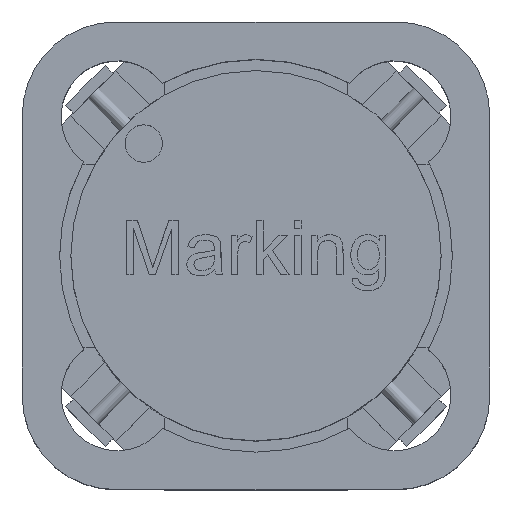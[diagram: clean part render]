
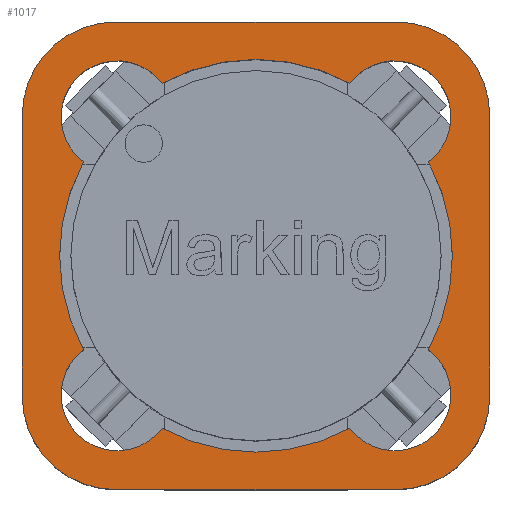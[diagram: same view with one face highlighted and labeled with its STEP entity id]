
A CAD part, top view. The second image highlights one B-rep face of the part: STEP entity #1017.
In plain terms, the highlighted planar face has unit normal (0, 0, 1).
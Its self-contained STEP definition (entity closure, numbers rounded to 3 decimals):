
#1017 = ADVANCED_FACE( '', ( #2054, #2055 ), #2056, .T. );
#2054 = FACE_BOUND( '', #7939, .T. );
#2055 = FACE_OUTER_BOUND( '', #7940, .T. );
#2056 = PLANE( '', #7941 );
#7939 = EDGE_LOOP( '', ( #12604, #12605, #12606, #12607, #12608, #12609, #12610, #12611 ) );
#7940 = EDGE_LOOP( '', ( #12612, #12613, #12614, #12615, #12616, #12617, #12618, #12619 ) );
#7941 = AXIS2_PLACEMENT_3D( '', #12620, #12621, #12622 );
#12604 = ORIENTED_EDGE( '', *, *, #14531, .F. );
#12605 = ORIENTED_EDGE( '', *, *, #14532, .F. );
#12606 = ORIENTED_EDGE( '', *, *, #14051, .F. );
#12607 = ORIENTED_EDGE( '', *, *, #14080, .F. );
#12608 = ORIENTED_EDGE( '', *, *, #13523, .F. );
#12609 = ORIENTED_EDGE( '', *, *, #14224, .F. );
#12610 = ORIENTED_EDGE( '', *, *, #14443, .F. );
#12611 = ORIENTED_EDGE( '', *, *, #13896, .F. );
#12612 = ORIENTED_EDGE( '', *, *, #13616, .T. );
#12613 = ORIENTED_EDGE( '', *, *, #14533, .T. );
#12614 = ORIENTED_EDGE( '', *, *, #13604, .T. );
#12615 = ORIENTED_EDGE( '', *, *, #14072, .T. );
#12616 = ORIENTED_EDGE( '', *, *, #14494, .T. );
#12617 = ORIENTED_EDGE( '', *, *, #13996, .T. );
#12618 = ORIENTED_EDGE( '', *, *, #13723, .T. );
#12619 = ORIENTED_EDGE( '', *, *, #14018, .T. );
#12620 = CARTESIAN_POINT( '', ( -6.25, -6.25, 5.8 ) );
#12621 = DIRECTION( '', ( 0., 0., 1. ) );
#12622 = DIRECTION( '', ( 1., 0., 0. ) );
#13523 = EDGE_CURVE( '', #14724, #14726, #14727, .T. );
#13604 = EDGE_CURVE( '', #14874, #14872, #14875, .T. );
#13616 = EDGE_CURVE( '', #14896, #14894, #14897, .T. );
#13723 = EDGE_CURVE( '', #15082, #15080, #15083, .T. );
#13896 = EDGE_CURVE( '', #15366, #15368, #15369, .T. );
#13996 = EDGE_CURVE( '', #15522, #15082, #15523, .T. );
#14018 = EDGE_CURVE( '', #15080, #14896, #15555, .T. );
#14051 = EDGE_CURVE( '', #15606, #15608, #15609, .T. );
#14072 = EDGE_CURVE( '', #14872, #15639, #15640, .T. );
#14080 = EDGE_CURVE( '', #14726, #15606, #15650, .T. );
#14224 = EDGE_CURVE( '', #15873, #14724, #15875, .T. );
#14443 = EDGE_CURVE( '', #15368, #15873, #16174, .T. );
#14494 = EDGE_CURVE( '', #15639, #15522, #16241, .T. );
#14531 = EDGE_CURVE( '', #16284, #15366, #16285, .T. );
#14532 = EDGE_CURVE( '', #15608, #16284, #16286, .T. );
#14533 = EDGE_CURVE( '', #14894, #14874, #16287, .T. );
#14724 = VERTEX_POINT( '', #16498 );
#14726 = VERTEX_POINT( '', #16501 );
#14727 = CIRCLE( '', #16502, 5.25 );
#14872 = VERTEX_POINT( '', #16745 );
#14874 = VERTEX_POINT( '', #16748 );
#14875 = LINE( '', #16749, #16750 );
#14894 = VERTEX_POINT( '', #16777 );
#14896 = VERTEX_POINT( '', #16780 );
#14897 = LINE( '', #16781, #16782 );
#15080 = VERTEX_POINT( '', #17206 );
#15082 = VERTEX_POINT( '', #17209 );
#15083 = LINE( '', #17210, #17211 );
#15366 = VERTEX_POINT( '', #18086 );
#15368 = VERTEX_POINT( '', #18089 );
#15369 = CIRCLE( '', #18090, 1.5 );
#15522 = VERTEX_POINT( '', #18517 );
#15523 = CIRCLE( '', #18518, 2.5 );
#15555 = CIRCLE( '', #18627, 2.5 );
#15606 = VERTEX_POINT( '', #18754 );
#15608 = VERTEX_POINT( '', #18757 );
#15609 = CIRCLE( '', #18758, 5.25 );
#15639 = VERTEX_POINT( '', #18864 );
#15640 = CIRCLE( '', #18865, 2.5 );
#15650 = CIRCLE( '', #18880, 1.5 );
#15873 = VERTEX_POINT( '', #19398 );
#15875 = CIRCLE( '', #19401, 1.5 );
#16174 = CIRCLE( '', #20161, 5.25 );
#16241 = LINE( '', #20338, #20339 );
#16284 = VERTEX_POINT( '', #20430 );
#16285 = CIRCLE( '', #20431, 5.25 );
#16286 = CIRCLE( '', #20432, 1.5 );
#16287 = CIRCLE( '', #20433, 2.5 );
#16498 = CARTESIAN_POINT( '', ( 4.611, -2.511, 5.8 ) );
#16501 = CARTESIAN_POINT( '', ( 4.611, 2.511, 5.8 ) );
#16502 = AXIS2_PLACEMENT_3D( '', #20839, #20840, #20841 );
#16745 = CARTESIAN_POINT( '', ( 6.25, 3.75, 5.8 ) );
#16748 = CARTESIAN_POINT( '', ( 6.25, -3.75, 5.8 ) );
#16749 = CARTESIAN_POINT( '', ( 6.25, -6.25, 5.8 ) );
#16750 = VECTOR( '', #20915, 1000. );
#16777 = CARTESIAN_POINT( '', ( 3.75, -6.25, 5.8 ) );
#16780 = CARTESIAN_POINT( '', ( -3.75, -6.25, 5.8 ) );
#16781 = CARTESIAN_POINT( '', ( -6.25, -6.25, 5.8 ) );
#16782 = VECTOR( '', #20925, 1000. );
#17206 = CARTESIAN_POINT( '', ( -6.25, -3.75, 5.8 ) );
#17209 = CARTESIAN_POINT( '', ( -6.25, 3.75, 5.8 ) );
#17210 = CARTESIAN_POINT( '', ( -6.25, 6.25, 5.8 ) );
#17211 = VECTOR( '', #21033, 1000. );
#18086 = CARTESIAN_POINT( '', ( -4.611, -2.511, 5.8 ) );
#18089 = CARTESIAN_POINT( '', ( -2.511, -4.611, 5.8 ) );
#18090 = AXIS2_PLACEMENT_3D( '', #21162, #21163, #21164 );
#18517 = CARTESIAN_POINT( '', ( -3.75, 6.25, 5.8 ) );
#18518 = AXIS2_PLACEMENT_3D( '', #21252, #21253, #21254 );
#18627 = AXIS2_PLACEMENT_3D( '', #21272, #21273, #21274 );
#18754 = CARTESIAN_POINT( '', ( 2.511, 4.611, 5.8 ) );
#18757 = CARTESIAN_POINT( '', ( -2.511, 4.611, 5.8 ) );
#18758 = AXIS2_PLACEMENT_3D( '', #21296, #21297, #21298 );
#18864 = CARTESIAN_POINT( '', ( 3.75, 6.25, 5.8 ) );
#18865 = AXIS2_PLACEMENT_3D( '', #21314, #21315, #21316 );
#18880 = AXIS2_PLACEMENT_3D( '', #21322, #21323, #21324 );
#19398 = CARTESIAN_POINT( '', ( 2.511, -4.611, 5.8 ) );
#19401 = AXIS2_PLACEMENT_3D( '', #21436, #21437, #21438 );
#20161 = AXIS2_PLACEMENT_3D( '', #21590, #21591, #21592 );
#20338 = CARTESIAN_POINT( '', ( 6.25, 6.25, 5.8 ) );
#20339 = VECTOR( '', #21631, 1000. );
#20430 = CARTESIAN_POINT( '', ( -4.611, 2.511, 5.8 ) );
#20431 = AXIS2_PLACEMENT_3D( '', #21665, #21666, #21667 );
#20432 = AXIS2_PLACEMENT_3D( '', #21668, #21669, #21670 );
#20433 = AXIS2_PLACEMENT_3D( '', #21671, #21672, #21673 );
#20839 = CARTESIAN_POINT( '', ( 0., 0., 5.8 ) );
#20840 = DIRECTION( '', ( 0., 0., 1. ) );
#20841 = DIRECTION( '', ( -1., 0., 0. ) );
#20915 = DIRECTION( '', ( 0., 1., 0. ) );
#20925 = DIRECTION( '', ( 1., 0., 0. ) );
#21033 = DIRECTION( '', ( 0., -1., 0. ) );
#21162 = CARTESIAN_POINT( '', ( -3.712, -3.712, 5.8 ) );
#21163 = DIRECTION( '', ( 0., 0., 1. ) );
#21164 = DIRECTION( '', ( 1., 0., 0. ) );
#21252 = CARTESIAN_POINT( '', ( -3.75, 3.75, 5.8 ) );
#21253 = DIRECTION( '', ( 0., 0., 1. ) );
#21254 = DIRECTION( '', ( 1., 0., 0. ) );
#21272 = CARTESIAN_POINT( '', ( -3.75, -3.75, 5.8 ) );
#21273 = DIRECTION( '', ( 0., 0., 1. ) );
#21274 = DIRECTION( '', ( 1., 0., 0. ) );
#21296 = CARTESIAN_POINT( '', ( 0., 0., 5.8 ) );
#21297 = DIRECTION( '', ( 0., 0., 1. ) );
#21298 = DIRECTION( '', ( 1., 0., 0. ) );
#21314 = CARTESIAN_POINT( '', ( 3.75, 3.75, 5.8 ) );
#21315 = DIRECTION( '', ( 0., 0., 1. ) );
#21316 = DIRECTION( '', ( 1., 0., 0. ) );
#21322 = CARTESIAN_POINT( '', ( 3.712, 3.712, 5.8 ) );
#21323 = DIRECTION( '', ( 0., 0., 1. ) );
#21324 = DIRECTION( '', ( -1., 0., 0. ) );
#21436 = CARTESIAN_POINT( '', ( 3.712, -3.712, 5.8 ) );
#21437 = DIRECTION( '', ( 0., 0., 1. ) );
#21438 = DIRECTION( '', ( -1., 0., 0. ) );
#21590 = CARTESIAN_POINT( '', ( 0., 0., 5.8 ) );
#21591 = DIRECTION( '', ( 0., 0., 1. ) );
#21592 = DIRECTION( '', ( 1., 0., 0. ) );
#21631 = DIRECTION( '', ( -1., 0., 0. ) );
#21665 = CARTESIAN_POINT( '', ( 0., 0., 5.8 ) );
#21666 = DIRECTION( '', ( 0., 0., 1. ) );
#21667 = DIRECTION( '', ( 1., 0., 0. ) );
#21668 = CARTESIAN_POINT( '', ( -3.712, 3.712, 5.8 ) );
#21669 = DIRECTION( '', ( 0., 0., 1. ) );
#21670 = DIRECTION( '', ( 1., 0., 0. ) );
#21671 = CARTESIAN_POINT( '', ( 3.75, -3.75, 5.8 ) );
#21672 = DIRECTION( '', ( 0., 0., 1. ) );
#21673 = DIRECTION( '', ( 1., 0., 0. ) );
